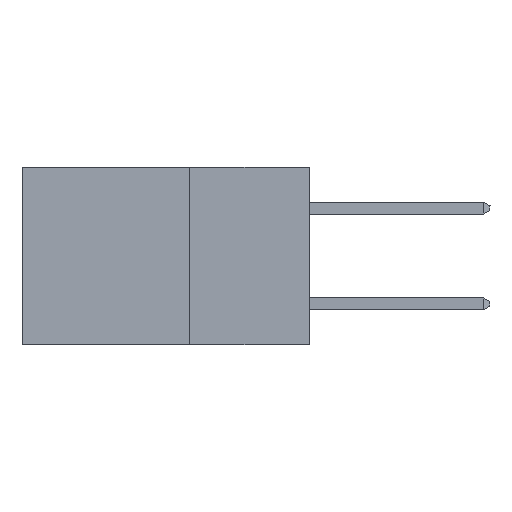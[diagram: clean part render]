
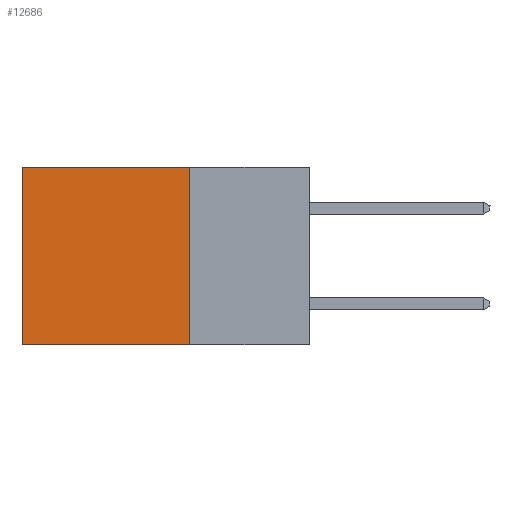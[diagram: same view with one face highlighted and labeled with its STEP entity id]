
A CAD part, left-side view. The second image highlights one B-rep face of the part: STEP entity #12686.
In plain terms, the highlighted planar face has unit normal (-1, 0, 0).
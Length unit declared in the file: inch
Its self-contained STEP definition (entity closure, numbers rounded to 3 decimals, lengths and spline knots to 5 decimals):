
#30 = DIRECTION ( 'NONE',  ( 0., 1., 0. ) ) ;
#46 = VECTOR ( 'NONE', #8146, 39.37008 ) ;
#72 = CARTESIAN_POINT ( 'NONE',  ( 0.2875, 0.6, -0.37 ) ) ;
#303 = VERTEX_POINT ( 'NONE', #72 ) ;
#678 = LINE ( 'NONE', #5539, #15091 ) ;
#912 = CARTESIAN_POINT ( 'NONE',  ( 0.2875, 0.6, 0. ) ) ;
#1384 = ORIENTED_EDGE ( 'NONE', *, *, #5582, .F. ) ;
#3403 = DIRECTION ( 'NONE',  ( 0., 0., -1. ) ) ;
#3740 = LINE ( 'NONE', #15222, #46 ) ;
#4141 = CARTESIAN_POINT ( 'NONE',  ( 0.2875, 0.25, -0.37 ) ) ;
#4511 = CARTESIAN_POINT ( 'NONE',  ( 0.2875, 0.6, 0. ) ) ;
#5539 = CARTESIAN_POINT ( 'NONE',  ( 0.2875, 0.25, 0. ) ) ;
#5582 = EDGE_CURVE ( 'NONE', #17475, #13223, #3740, .T. ) ;
#6157 = DIRECTION ( 'NONE',  ( 1., 0., 0. ) ) ;
#6656 = LINE ( 'NONE', #4141, #7725 ) ;
#7422 = PLANE ( 'NONE',  #14569 ) ;
#7725 = VECTOR ( 'NONE', #30, 39.37008 ) ;
#8146 = DIRECTION ( 'NONE',  ( 0., 0., -1. ) ) ;
#8400 = ORIENTED_EDGE ( 'NONE', *, *, #9246, .T. ) ;
#8748 = ORIENTED_EDGE ( 'NONE', *, *, #15809, .F. ) ;
#9085 = EDGE_CURVE ( 'NONE', #17475, #15754, #678, .T. ) ;
#9246 = EDGE_CURVE ( 'NONE', #15754, #303, #16812, .T. ) ;
#9935 = CARTESIAN_POINT ( 'NONE',  ( 0.2875, 0.25, -0.37 ) ) ;
#11732 = DIRECTION ( 'NONE',  ( 0., 0., -1. ) ) ;
#12686 = ADVANCED_FACE ( 'NONE', ( #13058 ), #7422, .F. ) ;
#12739 = CARTESIAN_POINT ( 'NONE',  ( 0.2875, 0.25, 0. ) ) ;
#13058 = FACE_OUTER_BOUND ( 'NONE', #17960, .T. ) ;
#13200 = CARTESIAN_POINT ( 'NONE',  ( 0.2875, 0.25, 0. ) ) ;
#13223 = VERTEX_POINT ( 'NONE', #9935 ) ;
#13890 = ORIENTED_EDGE ( 'NONE', *, *, #9085, .T. ) ;
#13963 = DIRECTION ( 'NONE',  ( 0., 1., 0. ) ) ;
#14569 = AXIS2_PLACEMENT_3D ( 'NONE', #13200, #6157, #11732 ) ;
#14632 = VECTOR ( 'NONE', #3403, 39.37008 ) ;
#15091 = VECTOR ( 'NONE', #13963, 39.37008 ) ;
#15222 = CARTESIAN_POINT ( 'NONE',  ( 0.2875, 0.25, 0. ) ) ;
#15754 = VERTEX_POINT ( 'NONE', #4511 ) ;
#15809 = EDGE_CURVE ( 'NONE', #13223, #303, #6656, .T. ) ;
#16812 = LINE ( 'NONE', #912, #14632 ) ;
#17475 = VERTEX_POINT ( 'NONE', #12739 ) ;
#17960 = EDGE_LOOP ( 'NONE', ( #8400, #8748, #1384, #13890 ) ) ;
